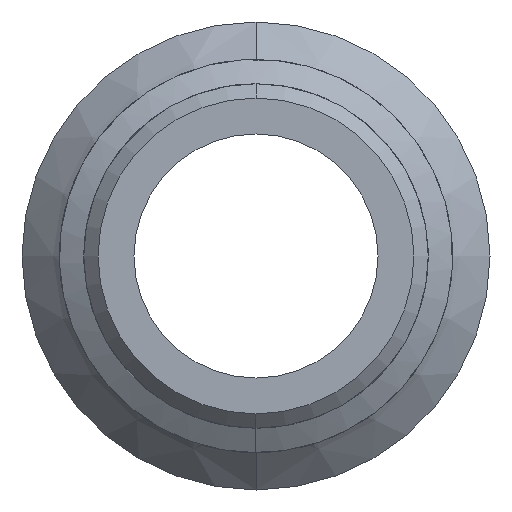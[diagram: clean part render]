
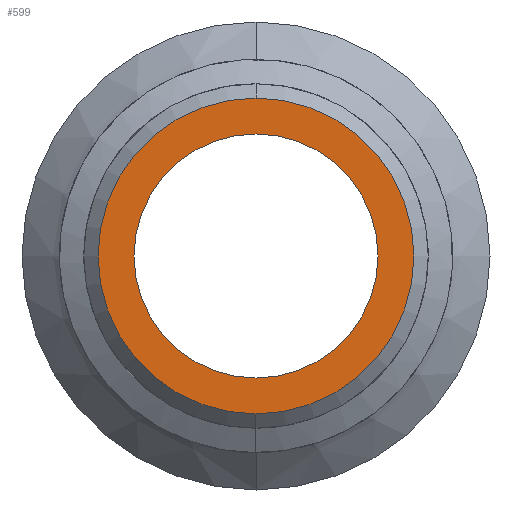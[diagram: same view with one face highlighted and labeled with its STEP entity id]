
A CAD part, front view. The second image highlights one B-rep face of the part: STEP entity #599.
In plain terms, the highlighted planar face has unit normal (0, -1, 0).
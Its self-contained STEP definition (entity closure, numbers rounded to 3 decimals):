
#6 = DIRECTION ( 'NONE',  ( 0., 0., -1. ) ) ;
#31 = CIRCLE ( 'NONE', #386, 4.25 ) ;
#64 = EDGE_CURVE ( 'NONE', #916, #1026, #31, .T. ) ;
#65 = VERTEX_POINT ( 'NONE', #419 ) ;
#109 = EDGE_CURVE ( 'NONE', #1026, #916, #219, .T. ) ;
#120 = PLANE ( 'NONE',  #515 ) ;
#137 = ORIENTED_EDGE ( 'NONE', *, *, #1494, .T. ) ;
#196 = DIRECTION ( 'NONE',  ( 0., 0., -1. ) ) ;
#219 = CIRCLE ( 'NONE', #1204, 4.25 ) ;
#252 = CIRCLE ( 'NONE', #735, 5.5 ) ;
#301 = DIRECTION ( 'NONE',  ( 0., -1., 0. ) ) ;
#328 = ORIENTED_EDGE ( 'NONE', *, *, #64, .F. ) ;
#386 = AXIS2_PLACEMENT_3D ( 'NONE', #1219, #1352, #6 ) ;
#419 = CARTESIAN_POINT ( 'NONE',  ( 0., 0., 5.5 ) ) ;
#509 = EDGE_LOOP ( 'NONE', ( #1435, #137 ) ) ;
#515 = AXIS2_PLACEMENT_3D ( 'NONE', #633, #1612, #661 ) ;
#565 = DIRECTION ( 'NONE',  ( 0., 0., -1. ) ) ;
#599 = ADVANCED_FACE ( 'NONE', ( #1297, #1073 ), #120, .T. ) ;
#633 = CARTESIAN_POINT ( 'NONE',  ( 6., 0., 0. ) ) ;
#650 = AXIS2_PLACEMENT_3D ( 'NONE', #1151, #900, #196 ) ;
#661 = DIRECTION ( 'NONE',  ( 0., 0., -1. ) ) ;
#727 = CARTESIAN_POINT ( 'NONE',  ( 0., 0., 0. ) ) ;
#735 = AXIS2_PLACEMENT_3D ( 'NONE', #727, #1360, #565 ) ;
#876 = CIRCLE ( 'NONE', #650, 5.5 ) ;
#900 = DIRECTION ( 'NONE',  ( 0., -1., 0. ) ) ;
#916 = VERTEX_POINT ( 'NONE', #1020 ) ;
#1020 = CARTESIAN_POINT ( 'NONE',  ( 0., 0., 4.25 ) ) ;
#1026 = VERTEX_POINT ( 'NONE', #1050 ) ;
#1050 = CARTESIAN_POINT ( 'NONE',  ( 0., 0., -4.25 ) ) ;
#1053 = CARTESIAN_POINT ( 'NONE',  ( 0., 0., -5.5 ) ) ;
#1073 = FACE_BOUND ( 'NONE', #1157, .T. ) ;
#1142 = ORIENTED_EDGE ( 'NONE', *, *, #109, .F. ) ;
#1151 = CARTESIAN_POINT ( 'NONE',  ( 0., 0., 0. ) ) ;
#1157 = EDGE_LOOP ( 'NONE', ( #328, #1142 ) ) ;
#1204 = AXIS2_PLACEMENT_3D ( 'NONE', #1614, #301, #1635 ) ;
#1219 = CARTESIAN_POINT ( 'NONE',  ( 0., 0., 0. ) ) ;
#1297 = FACE_OUTER_BOUND ( 'NONE', #509, .T. ) ;
#1352 = DIRECTION ( 'NONE',  ( 0., -1., 0. ) ) ;
#1360 = DIRECTION ( 'NONE',  ( 0., -1., 0. ) ) ;
#1390 = VERTEX_POINT ( 'NONE', #1053 ) ;
#1435 = ORIENTED_EDGE ( 'NONE', *, *, #1609, .T. ) ;
#1494 = EDGE_CURVE ( 'NONE', #1390, #65, #252, .T. ) ;
#1609 = EDGE_CURVE ( 'NONE', #65, #1390, #876, .T. ) ;
#1612 = DIRECTION ( 'NONE',  ( 0., -1., 0. ) ) ;
#1614 = CARTESIAN_POINT ( 'NONE',  ( 0., 0., 0. ) ) ;
#1635 = DIRECTION ( 'NONE',  ( 0., 0., -1. ) ) ;
